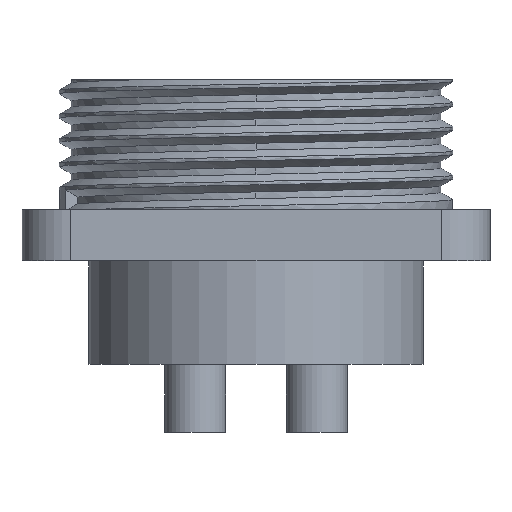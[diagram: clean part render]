
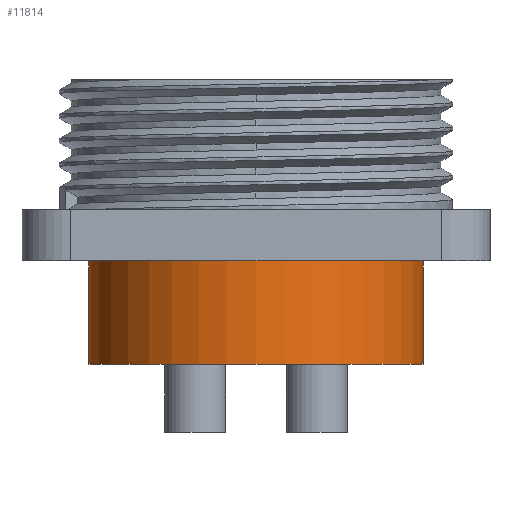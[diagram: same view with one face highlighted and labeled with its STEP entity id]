
A CAD part, front view. The second image highlights one B-rep face of the part: STEP entity #11814.
In plain terms, the highlighted cylindrical face has radius 13.75 mm (diameter 27.5 mm), a partial arc.
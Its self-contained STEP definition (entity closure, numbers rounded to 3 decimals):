
#337 = CIRCLE ( 'NONE', #8157, 13.75 ) ;
#580 = LINE ( 'NONE', #7011, #11494 ) ;
#688 = DIRECTION ( 'NONE',  ( -1., 0., 0. ) ) ;
#726 = CARTESIAN_POINT ( 'NONE',  ( 0., 0., 23.42 ) ) ;
#930 = LINE ( 'NONE', #6511, #2112 ) ;
#968 = EDGE_CURVE ( 'NONE', #11292, #2102, #930, .T. ) ;
#1109 = ORIENTED_EDGE ( 'NONE', *, *, #968, .T. ) ;
#1135 = DIRECTION ( 'NONE',  ( 0., 0., -1. ) ) ;
#1485 = DIRECTION ( 'NONE',  ( -1., 0., 0. ) ) ;
#2030 = EDGE_CURVE ( 'NONE', #12736, #3753, #580, .T. ) ;
#2102 = VERTEX_POINT ( 'NONE', #7065 ) ;
#2112 = VECTOR ( 'NONE', #1135, 1000. ) ;
#2466 = CARTESIAN_POINT ( 'NONE',  ( 0., 0., 8.5 ) ) ;
#2676 = FACE_OUTER_BOUND ( 'NONE', #13556, .T. ) ;
#3003 = CIRCLE ( 'NONE', #9902, 13.75 ) ;
#3542 = EDGE_CURVE ( 'NONE', #2102, #3753, #337, .T. ) ;
#3753 = VERTEX_POINT ( 'NONE', #12468 ) ;
#4881 = DIRECTION ( 'NONE',  ( 0., 0., 1. ) ) ;
#5022 = CARTESIAN_POINT ( 'NONE',  ( 0., 0., 0. ) ) ;
#5966 = DIRECTION ( 'NONE',  ( 0., 0., -1. ) ) ;
#6511 = CARTESIAN_POINT ( 'NONE',  ( -13.75, 0., 23.42 ) ) ;
#6733 = DIRECTION ( 'NONE',  ( 0., 0., -1. ) ) ;
#6823 = CARTESIAN_POINT ( 'NONE',  ( 13.75, 0., 8.5 ) ) ;
#7011 = CARTESIAN_POINT ( 'NONE',  ( 13.75, 0., 23.42 ) ) ;
#7018 = CYLINDRICAL_SURFACE ( 'NONE', #12356, 13.75 ) ;
#7065 = CARTESIAN_POINT ( 'NONE',  ( -13.75, 0., 0. ) ) ;
#8157 = AXIS2_PLACEMENT_3D ( 'NONE', #5022, #4881, #688 ) ;
#8544 = ORIENTED_EDGE ( 'NONE', *, *, #3542, .T. ) ;
#9902 = AXIS2_PLACEMENT_3D ( 'NONE', #2466, #6733, #1485 ) ;
#10280 = DIRECTION ( 'NONE',  ( -1., 0., 0. ) ) ;
#11292 = VERTEX_POINT ( 'NONE', #12021 ) ;
#11321 = EDGE_CURVE ( 'NONE', #12736, #11292, #3003, .T. ) ;
#11494 = VECTOR ( 'NONE', #5966, 1000. ) ;
#11514 = ORIENTED_EDGE ( 'NONE', *, *, #2030, .F. ) ;
#11814 = ADVANCED_FACE ( 'NONE', ( #2676 ), #7018, .T. ) ;
#11973 = ORIENTED_EDGE ( 'NONE', *, *, #11321, .T. ) ;
#12021 = CARTESIAN_POINT ( 'NONE',  ( -13.75, 0., 8.5 ) ) ;
#12356 = AXIS2_PLACEMENT_3D ( 'NONE', #726, #13352, #10280 ) ;
#12468 = CARTESIAN_POINT ( 'NONE',  ( 13.75, 0., 0. ) ) ;
#12736 = VERTEX_POINT ( 'NONE', #6823 ) ;
#13352 = DIRECTION ( 'NONE',  ( 0., 0., -1. ) ) ;
#13556 = EDGE_LOOP ( 'NONE', ( #11514, #11973, #1109, #8544 ) ) ;
